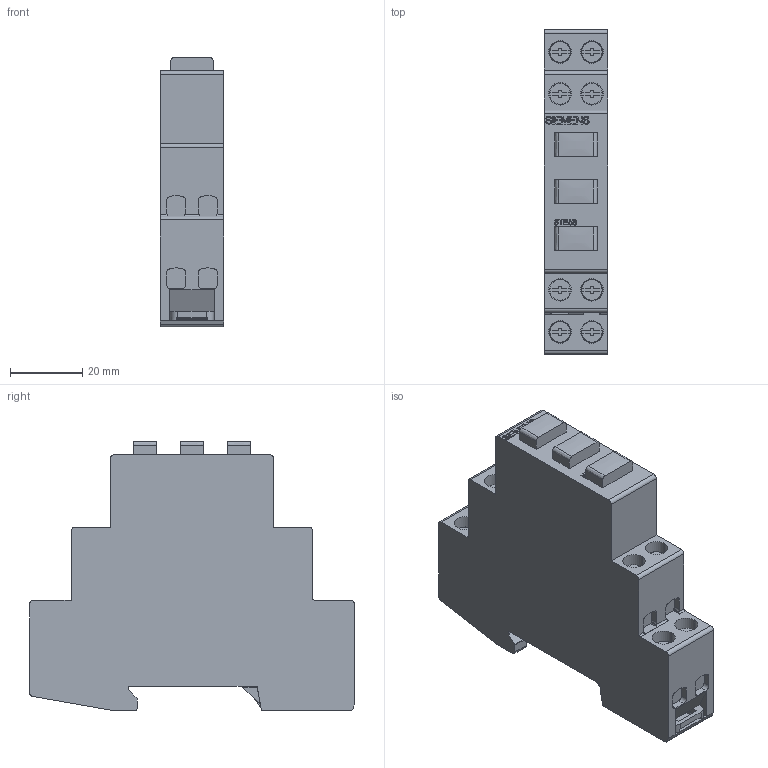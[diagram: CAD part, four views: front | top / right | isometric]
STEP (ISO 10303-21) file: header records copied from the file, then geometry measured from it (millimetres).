
FILE_DESCRIPTION(('STEP AP214'),'1');
FILE_NAME('cctmp_63AF9EB6-D8A2-4D96-BF09-C367DA682179_2023_07_22_08_43_57_0519..stp','2023-07-22T06:43:58',('SIEMENS A&D'),('CADClick - www.CADClick.com'),'Spatial InterOp 3D postprocessed',' ','unknown authorization');
FILE_SCHEMA(('AUTOMOTIVE_DESIGN'));
Length unit declared in the file: millimetre
Products named in the file (1): 2023_07_22_08_43_57_0491
Bounding box: 17.6 x 89.8 x 74.59 mm (x, y, z)
Volume: 81337.3 mm3; surface area: 17684.1 mm2
Topology: 1 solids, 1 shells, 545 faces, 1509 edges, 1001 vertices
Faces by surface type: plane 333, cylinder 107, bspline 105
Full cylindrical faces by diameter (mm): 5.75 x5
Entity records: 26266 total; most frequent: CARTESIAN_POINT 11218, ORIENTED_EDGE 3008, DIRECTION 2372, EDGE_CURVE 1504, LINE 1048, VECTOR 1048, VERTEX_POINT 1001, AXIS2_PLACEMENT_3D 662
